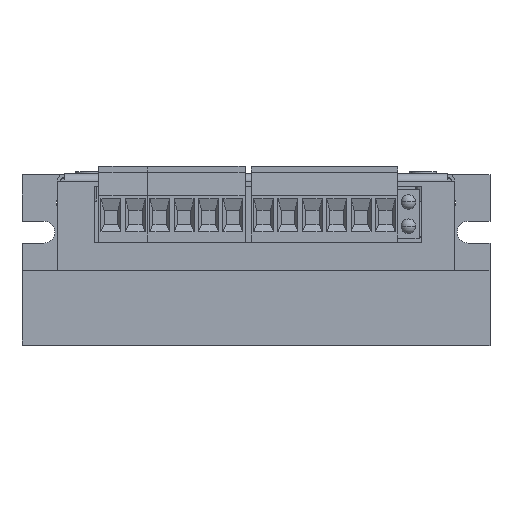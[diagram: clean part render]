
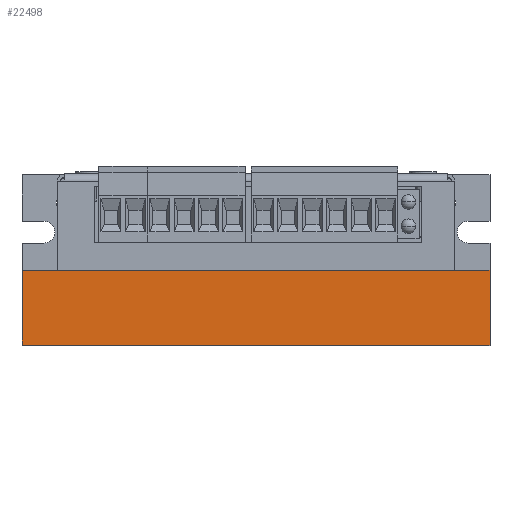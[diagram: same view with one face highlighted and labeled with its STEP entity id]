
A CAD part, top view. The second image highlights one B-rep face of the part: STEP entity #22498.
In plain terms, the highlighted planar face has unit normal (0, 0, 1).
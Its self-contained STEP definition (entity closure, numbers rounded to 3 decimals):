
#820 = DIRECTION ( 'NONE',  ( 0., -1., 0. ) ) ;
#2597 = ORIENTED_EDGE ( 'NONE', *, *, #23894, .T. ) ;
#4134 = VECTOR ( 'NONE', #820, 1000. ) ;
#5982 = LINE ( 'NONE', #19323, #12052 ) ;
#7366 = CARTESIAN_POINT ( 'NONE',  ( -48., 3.8, 28. ) ) ;
#8013 = DIRECTION ( 'NONE',  ( 1., 0., 0. ) ) ;
#8513 = EDGE_LOOP ( 'NONE', ( #21006, #2597, #19813, #12182 ) ) ;
#9094 = AXIS2_PLACEMENT_3D ( 'NONE', #9194, #11055, #11235 ) ;
#9194 = CARTESIAN_POINT ( 'NONE',  ( -48., 3.8, 28. ) ) ;
#10443 = DIRECTION ( 'NONE',  ( 1., 0., 0. ) ) ;
#10684 = CARTESIAN_POINT ( 'NONE',  ( -48., -11.5, 28. ) ) ;
#10856 = CARTESIAN_POINT ( 'NONE',  ( 48., 3.8, 28. ) ) ;
#11055 = DIRECTION ( 'NONE',  ( 0., 0., -1. ) ) ;
#11235 = DIRECTION ( 'NONE',  ( -1., 0., 0. ) ) ;
#12052 = VECTOR ( 'NONE', #8013, 1000. ) ;
#12182 = ORIENTED_EDGE ( 'NONE', *, *, #12334, .F. ) ;
#12334 = EDGE_CURVE ( 'NONE', #15720, #17172, #21584, .T. ) ;
#13256 = LINE ( 'NONE', #7366, #13852 ) ;
#13852 = VECTOR ( 'NONE', #24628, 1000. ) ;
#14289 = CARTESIAN_POINT ( 'NONE',  ( -48., 3.8, 28. ) ) ;
#15720 = VERTEX_POINT ( 'NONE', #17499 ) ;
#15910 = CARTESIAN_POINT ( 'NONE',  ( 48., 3.8, 28. ) ) ;
#16409 = VECTOR ( 'NONE', #10443, 1000. ) ;
#17172 = VERTEX_POINT ( 'NONE', #10856 ) ;
#17499 = CARTESIAN_POINT ( 'NONE',  ( -48., 3.8, 28. ) ) ;
#17742 = CARTESIAN_POINT ( 'NONE',  ( 48., -11.5, 28. ) ) ;
#19323 = CARTESIAN_POINT ( 'NONE',  ( -48., -11.5, 28. ) ) ;
#19813 = ORIENTED_EDGE ( 'NONE', *, *, #24039, .F. ) ;
#19822 = VERTEX_POINT ( 'NONE', #10684 ) ;
#20257 = VERTEX_POINT ( 'NONE', #17742 ) ;
#20948 = EDGE_CURVE ( 'NONE', #15720, #19822, #13256, .T. ) ;
#21006 = ORIENTED_EDGE ( 'NONE', *, *, #20948, .T. ) ;
#21584 = LINE ( 'NONE', #14289, #16409 ) ;
#21709 = LINE ( 'NONE', #15910, #4134 ) ;
#22498 = ADVANCED_FACE ( 'NONE', ( #24330 ), #22798, .F. ) ;
#22798 = PLANE ( 'NONE',  #9094 ) ;
#23894 = EDGE_CURVE ( 'NONE', #19822, #20257, #5982, .T. ) ;
#24039 = EDGE_CURVE ( 'NONE', #17172, #20257, #21709, .T. ) ;
#24330 = FACE_OUTER_BOUND ( 'NONE', #8513, .T. ) ;
#24628 = DIRECTION ( 'NONE',  ( 0., -1., 0. ) ) ;
